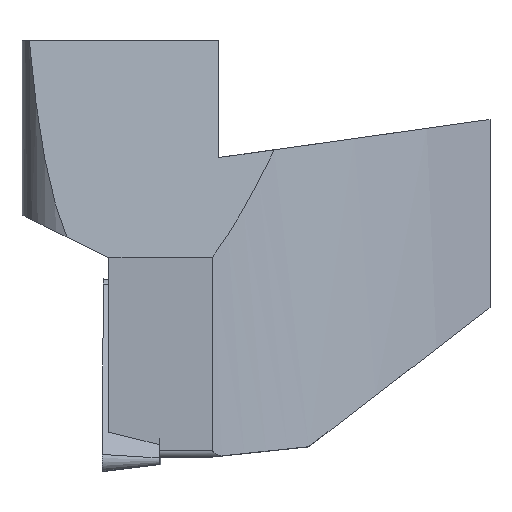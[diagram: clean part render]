
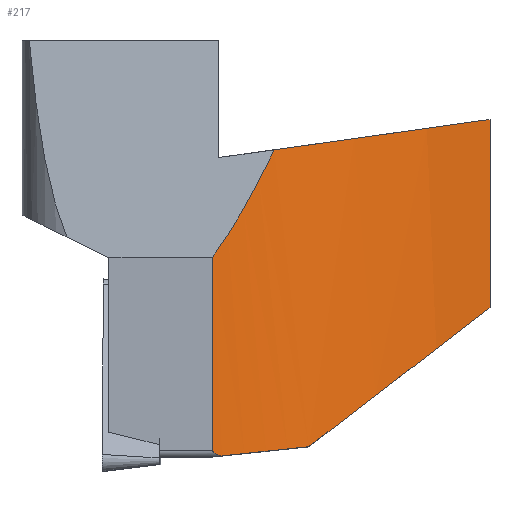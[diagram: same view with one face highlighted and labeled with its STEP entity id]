
A CAD part, left-side view. The second image highlights one B-rep face of the part: STEP entity #217.
In plain terms, the highlighted cylindrical face has radius 36.788 mm (diameter 73.575 mm), a partial arc.
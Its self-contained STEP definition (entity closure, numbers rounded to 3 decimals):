
#138=CYLINDRICAL_SURFACE('',#1327,36.788);
#148=B_SPLINE_CURVE_WITH_KNOTS('',3,(#1777,#1778,#1779,#1780,#1781,#1782,
#1783,#1784,#1785,#1786,#1787,#1788,#1789,#1790,#1791,#1792),
 .UNSPECIFIED.,.F.,.F.,(4,3,3,3,3,4),(0.,0.06,0.135,
0.273,0.74,1.),.UNSPECIFIED.);
#179=ELLIPSE('',#1323,36.99,36.788);
#180=ELLIPSE('',#1324,46.37,36.788);
#181=ELLIPSE('',#1325,37.149,36.788);
#182=ELLIPSE('',#1326,211.851,36.788);
#217=ADVANCED_FACE('',(#330),#138,.T.);
#330=FACE_OUTER_BOUND('',#385,.T.);
#385=EDGE_LOOP('',(#481,#482,#483,#484,#485,#486,#487));
#481=ORIENTED_EDGE('',*,*,#911,.F.);
#482=ORIENTED_EDGE('',*,*,#912,.F.);
#483=ORIENTED_EDGE('',*,*,#913,.F.);
#484=ORIENTED_EDGE('',*,*,#914,.F.);
#485=ORIENTED_EDGE('',*,*,#915,.T.);
#486=ORIENTED_EDGE('',*,*,#897,.T.);
#487=ORIENTED_EDGE('',*,*,#905,.T.);
#787=VERTEX_POINT('',#1760);
#788=VERTEX_POINT('',#1762);
#794=VERTEX_POINT('',#1776);
#799=VERTEX_POINT('',#1805);
#800=VERTEX_POINT('',#1807);
#801=VERTEX_POINT('',#1809);
#802=VERTEX_POINT('',#1811);
#897=EDGE_CURVE('',#788,#787,#1058,.T.);
#905=EDGE_CURVE('',#787,#794,#148,.T.);
#911=EDGE_CURVE('',#799,#794,#179,.T.);
#912=EDGE_CURVE('',#800,#799,#180,.T.);
#913=EDGE_CURVE('',#801,#800,#1069,.T.);
#914=EDGE_CURVE('',#802,#801,#181,.T.);
#915=EDGE_CURVE('',#802,#788,#182,.T.);
#1058=LINE('',#1761,#1155);
#1069=LINE('',#1808,#1166);
#1155=VECTOR('',#1436,1.);
#1166=VECTOR('',#1461,1.);
#1323=AXIS2_PLACEMENT_3D('',#1804,#1457,#1458);
#1324=AXIS2_PLACEMENT_3D('',#1806,#1459,#1460);
#1325=AXIS2_PLACEMENT_3D('',#1810,#1462,#1463);
#1326=AXIS2_PLACEMENT_3D('',#1812,#1464,#1465);
#1327=AXIS2_PLACEMENT_3D('',#1813,#1466,#1467);
#1436=DIRECTION('',(0.,0.,-1.));
#1457=DIRECTION('',(-0.001,-0.105,-0.995));
#1458=DIRECTION('',(0.009,0.994,-0.105));
#1459=DIRECTION('',(-0.001,-0.609,-0.793));
#1460=DIRECTION('',(0.001,0.793,-0.609));
#1461=DIRECTION('',(0.,0.,-1.));
#1462=DIRECTION('',(0.,0.139,0.99));
#1463=DIRECTION('',(0.,0.99,-0.139));
#1464=DIRECTION('',(0.985,-0.009,-0.174));
#1465=DIRECTION('',(-0.174,0.002,-0.985));
#1466=DIRECTION('',(0.,0.,-1.));
#1467=DIRECTION('',(-1.,0.,0.));
#1760=CARTESIAN_POINT('',(-43.484,-6.55,-20.53));
#1761=CARTESIAN_POINT('',(-43.484,-6.55,6.47));
#1762=CARTESIAN_POINT('',(-43.484,-6.55,-6.98));
#1776=CARTESIAN_POINT('',(-43.322,-7.217,-20.904));
#1777=CARTESIAN_POINT('',(-43.484,-6.55,-20.53));
#1778=CARTESIAN_POINT('',(-43.484,-6.55,-20.547));
#1779=CARTESIAN_POINT('',(-43.483,-6.554,-20.563));
#1780=CARTESIAN_POINT('',(-43.482,-6.56,-20.579));
#1781=CARTESIAN_POINT('',(-43.48,-6.567,-20.597));
#1782=CARTESIAN_POINT('',(-43.477,-6.579,-20.615));
#1783=CARTESIAN_POINT('',(-43.474,-6.592,-20.63));
#1784=CARTESIAN_POINT('',(-43.469,-6.616,-20.659));
#1785=CARTESIAN_POINT('',(-43.462,-6.646,-20.682));
#1786=CARTESIAN_POINT('',(-43.455,-6.677,-20.703));
#1787=CARTESIAN_POINT('',(-43.43,-6.78,-20.772));
#1788=CARTESIAN_POINT('',(-43.401,-6.9,-20.814));
#1789=CARTESIAN_POINT('',(-43.372,-7.018,-20.851));
#1790=CARTESIAN_POINT('',(-43.356,-7.084,-20.871));
#1791=CARTESIAN_POINT('',(-43.339,-7.15,-20.888));
#1792=CARTESIAN_POINT('',(-43.322,-7.217,-20.904));
#1804=CARTESIAN_POINT('',(-7.654,1.788,-21.883));
#1805=CARTESIAN_POINT('',(-41.205,-13.3,-20.266));
#1806=CARTESIAN_POINT('',(-7.654,1.788,-31.874));
#1807=CARTESIAN_POINT('',(-31.762,-26.,-10.53));
#1808=CARTESIAN_POINT('',(-31.762,-26.,6.47));
#1809=CARTESIAN_POINT('',(-31.762,-26.,2.67));
#1810=CARTESIAN_POINT('',(-7.654,1.788,-1.235));
#1811=CARTESIAN_POINT('',(-42.195,-10.871,0.544));
#1812=CARTESIAN_POINT('',(-7.654,1.788,195.803));
#1813=CARTESIAN_POINT('',(-7.654,1.788,6.47));
